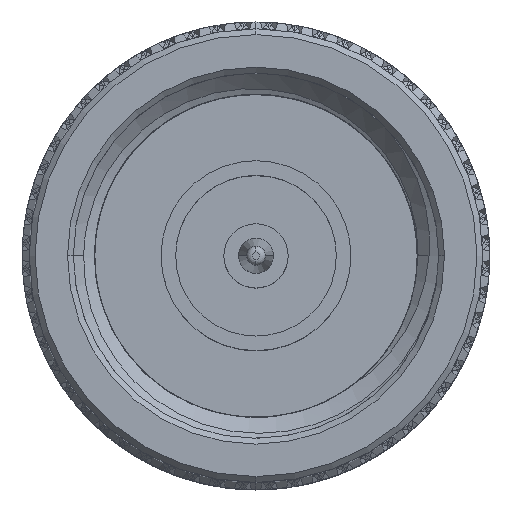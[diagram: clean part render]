
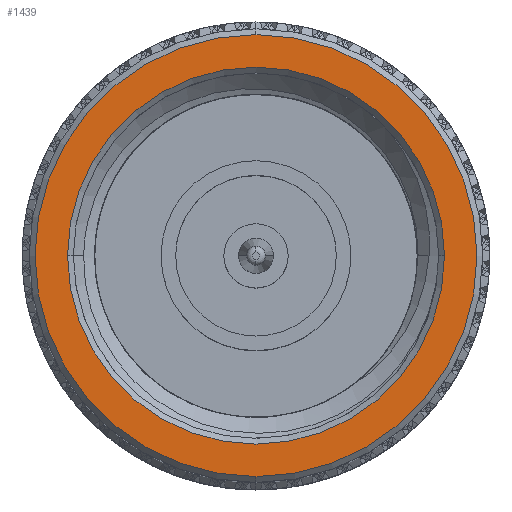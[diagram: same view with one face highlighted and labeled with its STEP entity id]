
A CAD part, top view. The second image highlights one B-rep face of the part: STEP entity #1439.
In plain terms, the highlighted face is planar.
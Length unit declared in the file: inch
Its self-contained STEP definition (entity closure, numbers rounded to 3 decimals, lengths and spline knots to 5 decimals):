
#1066 = DIRECTION ( 'NONE',  ( -1., 0., 0. ) ) ;
#1439 = ADVANCED_FACE ( 'NONE', ( #111890, #56096 ), #129042, .T. ) ;
#2148 = DIRECTION ( 'NONE',  ( -1., 0., 0. ) ) ;
#7366 = AXIS2_PLACEMENT_3D ( 'NONE', #12082, #155588, #111895 ) ;
#10791 = VERTEX_POINT ( 'NONE', #24697 ) ;
#12082 = CARTESIAN_POINT ( 'NONE',  ( 0., 0., 0. ) ) ;
#12612 = EDGE_CURVE ( 'NONE', #71604, #76020, #181770, .T. ) ;
#19151 = EDGE_CURVE ( 'NONE', #10791, #122241, #80352, .T. ) ;
#19174 = AXIS2_PLACEMENT_3D ( 'NONE', #59643, #2148, #116416 ) ;
#21272 = CARTESIAN_POINT ( 'NONE',  ( 0., 0., 0.3225 ) ) ;
#24697 = CARTESIAN_POINT ( 'NONE',  ( 0., 0.37809, 0. ) ) ;
#29920 = DIRECTION ( 'NONE',  ( 0., -1., 0. ) ) ;
#30933 = ORIENTED_EDGE ( 'NONE', *, *, #19151, .T. ) ;
#34519 = DIRECTION ( 'NONE',  ( 0., -1., 0. ) ) ;
#46248 = CIRCLE ( 'NONE', #114091, 0.3225 ) ;
#49096 = EDGE_CURVE ( 'NONE', #76020, #71604, #46248, .T. ) ;
#56096 = FACE_OUTER_BOUND ( 'NONE', #66196, .T. ) ;
#58044 = CARTESIAN_POINT ( 'NONE',  ( 0., -0.37809, 0. ) ) ;
#59554 = CARTESIAN_POINT ( 'NONE',  ( 0., 0., -0.3225 ) ) ;
#59643 = CARTESIAN_POINT ( 'NONE',  ( 0., 0., 0. ) ) ;
#64348 = CIRCLE ( 'NONE', #19174, 0.37809 ) ;
#66196 = EDGE_LOOP ( 'NONE', ( #30933, #157356 ) ) ;
#71604 = VERTEX_POINT ( 'NONE', #59554 ) ;
#74078 = CARTESIAN_POINT ( 'NONE',  ( 0., 0.38809, 0. ) ) ;
#76020 = VERTEX_POINT ( 'NONE', #21272 ) ;
#80352 = CIRCLE ( 'NONE', #7366, 0.37809 ) ;
#83287 = ORIENTED_EDGE ( 'NONE', *, *, #49096, .T. ) ;
#89423 = CARTESIAN_POINT ( 'NONE',  ( 0., 0., 0. ) ) ;
#97741 = ORIENTED_EDGE ( 'NONE', *, *, #12612, .T. ) ;
#103419 = DIRECTION ( 'NONE',  ( 0., -1., 0. ) ) ;
#111890 = FACE_BOUND ( 'NONE', #156414, .T. ) ;
#111895 = DIRECTION ( 'NONE',  ( 0., -1., 0. ) ) ;
#114091 = AXIS2_PLACEMENT_3D ( 'NONE', #89423, #148009, #34519 ) ;
#115927 = AXIS2_PLACEMENT_3D ( 'NONE', #135869, #164586, #103419 ) ;
#116416 = DIRECTION ( 'NONE',  ( 0., -1., 0. ) ) ;
#122241 = VERTEX_POINT ( 'NONE', #58044 ) ;
#129042 = PLANE ( 'NONE',  #142876 ) ;
#135869 = CARTESIAN_POINT ( 'NONE',  ( 0., 0., 0. ) ) ;
#142876 = AXIS2_PLACEMENT_3D ( 'NONE', #74078, #1066, #29920 ) ;
#148009 = DIRECTION ( 'NONE',  ( 1., 0., 0. ) ) ;
#155588 = DIRECTION ( 'NONE',  ( -1., 0., 0. ) ) ;
#156414 = EDGE_LOOP ( 'NONE', ( #83287, #97741 ) ) ;
#156430 = EDGE_CURVE ( 'NONE', #122241, #10791, #64348, .T. ) ;
#157356 = ORIENTED_EDGE ( 'NONE', *, *, #156430, .T. ) ;
#164586 = DIRECTION ( 'NONE',  ( 1., 0., 0. ) ) ;
#181770 = CIRCLE ( 'NONE', #115927, 0.3225 ) ;
